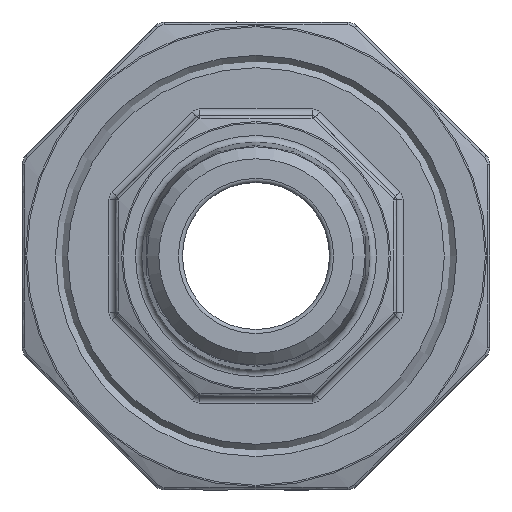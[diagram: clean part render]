
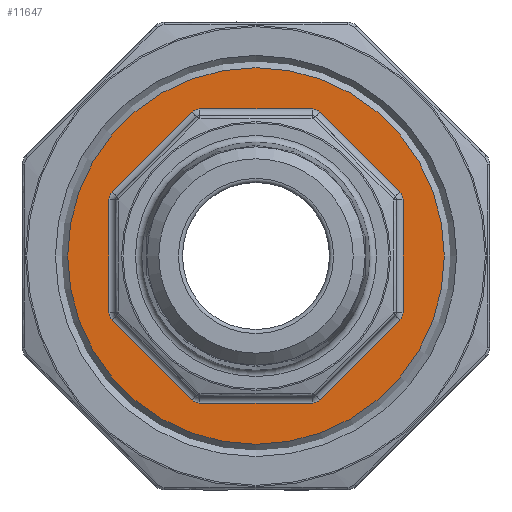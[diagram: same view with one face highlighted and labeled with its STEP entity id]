
A CAD part, left-side view. The second image highlights one B-rep face of the part: STEP entity #11647.
In plain terms, the highlighted planar face has unit normal (-1, 0, 0).
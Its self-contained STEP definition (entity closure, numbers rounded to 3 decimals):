
#165 = EDGE_CURVE ( 'NONE', #16132, #752, #19938, .T. ) ;
#188 = CARTESIAN_POINT ( 'NONE',  ( -9., 0., 0. ) ) ;
#226 = DIRECTION ( 'NONE',  ( 1., 0., 0. ) ) ;
#268 = ORIENTED_EDGE ( 'NONE', *, *, #8428, .T. ) ;
#515 = LINE ( 'NONE', #8758, #2697 ) ;
#752 = VERTEX_POINT ( 'NONE', #2672 ) ;
#938 = CARTESIAN_POINT ( 'NONE',  ( -9., 14.818, -0.738 ) ) ;
#1174 = VECTOR ( 'NONE', #7939, 1000. ) ;
#1217 = EDGE_CURVE ( 'NONE', #752, #10069, #515, .T. ) ;
#1441 = EDGE_CURVE ( 'NONE', #12853, #5318, #12192, .T. ) ;
#1539 = PLANE ( 'NONE',  #1866 ) ;
#1686 = ORIENTED_EDGE ( 'NONE', *, *, #11478, .T. ) ;
#1814 = CARTESIAN_POINT ( 'NONE',  ( -9., 10.2, 4.225 ) ) ;
#1866 = AXIS2_PLACEMENT_3D ( 'NONE', #16496, #17990, #8194 ) ;
#1997 = CIRCLE ( 'NONE', #17054, 0.8 ) ;
#2300 = CARTESIAN_POINT ( 'NONE',  ( -9., 11., 0. ) ) ;
#2404 = DIRECTION ( 'NONE',  ( 0., 0., 1. ) ) ;
#2524 = DIRECTION ( 'NONE',  ( 0., -0.707, -0.707 ) ) ;
#2585 = DIRECTION ( 'NONE',  ( 1., 0., 0. ) ) ;
#2672 = CARTESIAN_POINT ( 'NONE',  ( -9., -4.791, 10.766 ) ) ;
#2697 = VECTOR ( 'NONE', #2524, 1000. ) ;
#2860 = AXIS2_PLACEMENT_3D ( 'NONE', #7607, #14022, #7215 ) ;
#2893 = CIRCLE ( 'NONE', #7523, 0.8 ) ;
#2984 = VERTEX_POINT ( 'NONE', #7353 ) ;
#3005 = EDGE_CURVE ( 'NONE', #4064, #10907, #9384, .T. ) ;
#3281 = CARTESIAN_POINT ( 'NONE',  ( -9., 4.225, -11. ) ) ;
#3297 = CARTESIAN_POINT ( 'NONE',  ( -9., 10.766, -4.791 ) ) ;
#3477 = ORIENTED_EDGE ( 'NONE', *, *, #3005, .T. ) ;
#3999 = CARTESIAN_POINT ( 'NONE',  ( -9., -10.766, -4.791 ) ) ;
#4064 = VERTEX_POINT ( 'NONE', #19633 ) ;
#4347 = VERTEX_POINT ( 'NONE', #8636 ) ;
#4503 = DIRECTION ( 'NONE',  ( 0., 1., 0. ) ) ;
#4728 = CIRCLE ( 'NONE', #9013, 0.8 ) ;
#4946 = LINE ( 'NONE', #11265, #8167 ) ;
#5069 = CARTESIAN_POINT ( 'NONE',  ( -9., 11., -4.225 ) ) ;
#5318 = VERTEX_POINT ( 'NONE', #3297 ) ;
#5465 = VERTEX_POINT ( 'NONE', #5069 ) ;
#5561 = EDGE_CURVE ( 'NONE', #10907, #2984, #9509, .T. ) ;
#5626 = CARTESIAN_POINT ( 'NONE',  ( -9., -4.225, 11. ) ) ;
#5805 = VERTEX_POINT ( 'NONE', #13954 ) ;
#5891 = CARTESIAN_POINT ( 'NONE',  ( -9., -10.766, 4.791 ) ) ;
#6179 = DIRECTION ( 'NONE',  ( 0., -1., 0. ) ) ;
#6579 = DIRECTION ( 'NONE',  ( 1., 0., 0. ) ) ;
#6669 = CIRCLE ( 'NONE', #7009, 14.08 ) ;
#6788 = DIRECTION ( 'NONE',  ( 1., 0., 0. ) ) ;
#6798 = DIRECTION ( 'NONE',  ( 0., 0., 1. ) ) ;
#6809 = ORIENTED_EDGE ( 'NONE', *, *, #1217, .T. ) ;
#7009 = AXIS2_PLACEMENT_3D ( 'NONE', #188, #6579, #11365 ) ;
#7113 = DIRECTION ( 'NONE',  ( 0., 0., 1. ) ) ;
#7215 = DIRECTION ( 'NONE',  ( 0., 0., 1. ) ) ;
#7353 = CARTESIAN_POINT ( 'NONE',  ( -9., -4.791, -10.766 ) ) ;
#7523 = AXIS2_PLACEMENT_3D ( 'NONE', #20227, #20124, #10728 ) ;
#7555 = DIRECTION ( 'NONE',  ( 0., 0., 1. ) ) ;
#7607 = CARTESIAN_POINT ( 'NONE',  ( -9., -4.225, 10.2 ) ) ;
#7735 = AXIS2_PLACEMENT_3D ( 'NONE', #1814, #226, #12999 ) ;
#7939 = DIRECTION ( 'NONE',  ( 0., 0.707, -0.707 ) ) ;
#8167 = VECTOR ( 'NONE', #6179, 1000. ) ;
#8194 = DIRECTION ( 'NONE',  ( 0., 0., 1. ) ) ;
#8241 = VERTEX_POINT ( 'NONE', #12416 ) ;
#8334 = ORIENTED_EDGE ( 'NONE', *, *, #165, .T. ) ;
#8355 = VERTEX_POINT ( 'NONE', #11881 ) ;
#8392 = CIRCLE ( 'NONE', #7735, 0.8 ) ;
#8428 = EDGE_CURVE ( 'NONE', #19725, #4064, #10623, .T. ) ;
#8636 = CARTESIAN_POINT ( 'NONE',  ( -9., 4.791, 10.766 ) ) ;
#8758 = CARTESIAN_POINT ( 'NONE',  ( -9., -0.738, 14.818 ) ) ;
#8931 = CARTESIAN_POINT ( 'NONE',  ( -9., -10.2, 4.225 ) ) ;
#9013 = AXIS2_PLACEMENT_3D ( 'NONE', #8931, #15357, #16503 ) ;
#9025 = CARTESIAN_POINT ( 'NONE',  ( -9., -10.2, -4.225 ) ) ;
#9038 = CARTESIAN_POINT ( 'NONE',  ( -9., -11., 0. ) ) ;
#9165 = LINE ( 'NONE', #10741, #9342 ) ;
#9294 = ORIENTED_EDGE ( 'NONE', *, *, #14727, .T. ) ;
#9342 = VECTOR ( 'NONE', #15682, 1000. ) ;
#9384 = CIRCLE ( 'NONE', #13080, 0.8 ) ;
#9442 = EDGE_CURVE ( 'NONE', #8355, #16132, #4946, .T. ) ;
#9506 = ORIENTED_EDGE ( 'NONE', *, *, #14617, .T. ) ;
#9509 = LINE ( 'NONE', #13083, #1174 ) ;
#9715 = VECTOR ( 'NONE', #17151, 1000. ) ;
#9740 = DIRECTION ( 'NONE',  ( 0., 0., 1. ) ) ;
#10000 = CIRCLE ( 'NONE', #11677, 0.8 ) ;
#10069 = VERTEX_POINT ( 'NONE', #5891 ) ;
#10121 = ORIENTED_EDGE ( 'NONE', *, *, #9442, .T. ) ;
#10623 = LINE ( 'NONE', #9038, #16174 ) ;
#10728 = DIRECTION ( 'NONE',  ( 0., 0., 1. ) ) ;
#10741 = CARTESIAN_POINT ( 'NONE',  ( -9., 14.818, 0.738 ) ) ;
#10907 = VERTEX_POINT ( 'NONE', #3999 ) ;
#10923 = LINE ( 'NONE', #12399, #20673 ) ;
#10996 = ORIENTED_EDGE ( 'NONE', *, *, #1441, .T. ) ;
#11265 = CARTESIAN_POINT ( 'NONE',  ( -9., 14.08, 11. ) ) ;
#11365 = DIRECTION ( 'NONE',  ( 0., 0., -1. ) ) ;
#11478 = EDGE_CURVE ( 'NONE', #4347, #8355, #2893, .T. ) ;
#11647 = ADVANCED_FACE ( 'NONE', ( #19074, #15882 ), #1539, .T. ) ;
#11677 = AXIS2_PLACEMENT_3D ( 'NONE', #16067, #13013, #9740 ) ;
#11691 = ORIENTED_EDGE ( 'NONE', *, *, #16287, .T. ) ;
#11786 = LINE ( 'NONE', #2300, #15052 ) ;
#11881 = CARTESIAN_POINT ( 'NONE',  ( -9., 4.225, 11. ) ) ;
#12114 = EDGE_LOOP ( 'NONE', ( #20580, #11691, #15720, #1686, #10121, #8334, #6809, #9506, #268, #3477, #17518, #15344, #20143, #18336, #10996, #9294 ) ) ;
#12192 = LINE ( 'NONE', #938, #9715 ) ;
#12379 = VERTEX_POINT ( 'NONE', #13466 ) ;
#12399 = CARTESIAN_POINT ( 'NONE',  ( -9., 14.08, -11. ) ) ;
#12416 = CARTESIAN_POINT ( 'NONE',  ( -9., -4.225, -11. ) ) ;
#12839 = EDGE_CURVE ( 'NONE', #5805, #5805, #6669, .T. ) ;
#12853 = VERTEX_POINT ( 'NONE', #17809 ) ;
#12921 = EDGE_CURVE ( 'NONE', #5465, #14822, #11786, .T. ) ;
#12953 = EDGE_CURVE ( 'NONE', #12379, #4347, #9165, .T. ) ;
#12999 = DIRECTION ( 'NONE',  ( 0., 0., 1. ) ) ;
#13013 = DIRECTION ( 'NONE',  ( 1., 0., 0. ) ) ;
#13080 = AXIS2_PLACEMENT_3D ( 'NONE', #9025, #2585, #7555 ) ;
#13083 = CARTESIAN_POINT ( 'NONE',  ( -9., -0.738, -14.818 ) ) ;
#13466 = CARTESIAN_POINT ( 'NONE',  ( -9., 10.766, 4.791 ) ) ;
#13888 = CARTESIAN_POINT ( 'NONE',  ( -9., -11., 4.225 ) ) ;
#13954 = CARTESIAN_POINT ( 'NONE',  ( -9., 0., -14.08 ) ) ;
#14022 = DIRECTION ( 'NONE',  ( 1., 0., 0. ) ) ;
#14617 = EDGE_CURVE ( 'NONE', #10069, #19725, #4728, .T. ) ;
#14727 = EDGE_CURVE ( 'NONE', #5318, #5465, #10000, .T. ) ;
#14763 = DIRECTION ( 'NONE',  ( 1., 0., 0. ) ) ;
#14822 = VERTEX_POINT ( 'NONE', #16363 ) ;
#15052 = VECTOR ( 'NONE', #2404, 1000. ) ;
#15344 = ORIENTED_EDGE ( 'NONE', *, *, #19339, .T. ) ;
#15357 = DIRECTION ( 'NONE',  ( 1., 0., 0. ) ) ;
#15478 = EDGE_LOOP ( 'NONE', ( #18142 ) ) ;
#15682 = DIRECTION ( 'NONE',  ( 0., -0.707, 0.707 ) ) ;
#15720 = ORIENTED_EDGE ( 'NONE', *, *, #12953, .T. ) ;
#15882 = FACE_OUTER_BOUND ( 'NONE', #15478, .T. ) ;
#16067 = CARTESIAN_POINT ( 'NONE',  ( -9., 10.2, -4.225 ) ) ;
#16132 = VERTEX_POINT ( 'NONE', #5626 ) ;
#16174 = VECTOR ( 'NONE', #20111, 1000. ) ;
#16287 = EDGE_CURVE ( 'NONE', #14822, #12379, #8392, .T. ) ;
#16363 = CARTESIAN_POINT ( 'NONE',  ( -9., 11., 4.225 ) ) ;
#16496 = CARTESIAN_POINT ( 'NONE',  ( -9., 14.08, 0. ) ) ;
#16503 = DIRECTION ( 'NONE',  ( 0., 0., 1. ) ) ;
#17054 = AXIS2_PLACEMENT_3D ( 'NONE', #19529, #6788, #7113 ) ;
#17151 = DIRECTION ( 'NONE',  ( 0., 0.707, 0.707 ) ) ;
#17279 = VERTEX_POINT ( 'NONE', #3281 ) ;
#17445 = EDGE_CURVE ( 'NONE', #17279, #12853, #1997, .T. ) ;
#17518 = ORIENTED_EDGE ( 'NONE', *, *, #5561, .T. ) ;
#17809 = CARTESIAN_POINT ( 'NONE',  ( -9., 4.791, -10.766 ) ) ;
#17990 = DIRECTION ( 'NONE',  ( -1., 0., 0. ) ) ;
#18142 = ORIENTED_EDGE ( 'NONE', *, *, #12839, .F. ) ;
#18336 = ORIENTED_EDGE ( 'NONE', *, *, #17445, .T. ) ;
#18710 = AXIS2_PLACEMENT_3D ( 'NONE', #19965, #14763, #6798 ) ;
#19074 = FACE_BOUND ( 'NONE', #12114, .T. ) ;
#19339 = EDGE_CURVE ( 'NONE', #2984, #8241, #20001, .T. ) ;
#19529 = CARTESIAN_POINT ( 'NONE',  ( -9., 4.225, -10.2 ) ) ;
#19633 = CARTESIAN_POINT ( 'NONE',  ( -9., -11., -4.225 ) ) ;
#19725 = VERTEX_POINT ( 'NONE', #13888 ) ;
#19801 = EDGE_CURVE ( 'NONE', #8241, #17279, #10923, .T. ) ;
#19938 = CIRCLE ( 'NONE', #2860, 0.8 ) ;
#19965 = CARTESIAN_POINT ( 'NONE',  ( -9., -4.225, -10.2 ) ) ;
#20001 = CIRCLE ( 'NONE', #18710, 0.8 ) ;
#20111 = DIRECTION ( 'NONE',  ( 0., 0., -1. ) ) ;
#20124 = DIRECTION ( 'NONE',  ( 1., 0., 0. ) ) ;
#20143 = ORIENTED_EDGE ( 'NONE', *, *, #19801, .T. ) ;
#20227 = CARTESIAN_POINT ( 'NONE',  ( -9., 4.225, 10.2 ) ) ;
#20580 = ORIENTED_EDGE ( 'NONE', *, *, #12921, .T. ) ;
#20673 = VECTOR ( 'NONE', #4503, 1000. ) ;
